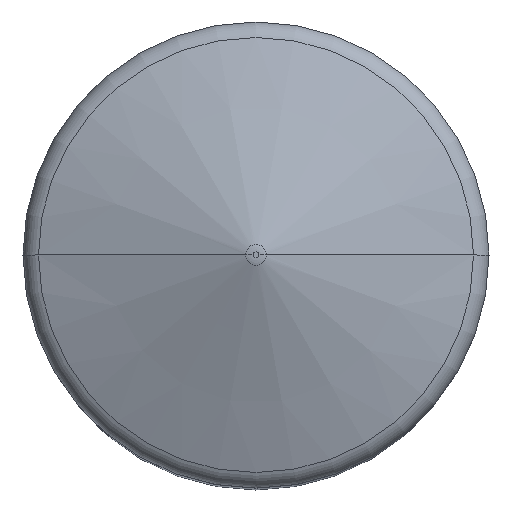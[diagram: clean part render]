
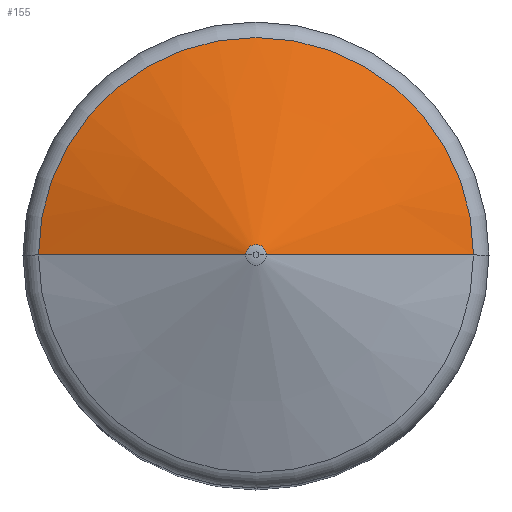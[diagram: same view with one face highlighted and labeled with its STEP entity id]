
A CAD part, top view. The second image highlights one B-rep face of the part: STEP entity #155.
In plain terms, the highlighted conical face has half-angle 71 degrees and reference radius 0.36 mm.
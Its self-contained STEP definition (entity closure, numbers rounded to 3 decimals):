
#53 = VERTEX_POINT ( 'NONE', #380 ) ;
#54 = ORIENTED_EDGE ( 'NONE', *, *, #61, .F. ) ;
#56 = VERTEX_POINT ( 'NONE', #133 ) ;
#61 = EDGE_CURVE ( 'NONE', #270, #125, #403, .T. ) ;
#125 = VERTEX_POINT ( 'NONE', #483 ) ;
#133 = CARTESIAN_POINT ( 'NONE',  ( 0.36, 0., 99.956 ) ) ;
#140 = EDGE_CURVE ( 'NONE', #53, #125, #520, .T. ) ;
#155 = ADVANCED_FACE ( 'NONE', ( #518 ), #476, .T. ) ;
#216 = ORIENTED_EDGE ( 'NONE', *, *, #227, .F. ) ;
#227 = EDGE_CURVE ( 'NONE', #56, #270, #778, .T. ) ;
#253 = EDGE_CURVE ( 'NONE', #56, #53, #811, .T. ) ;
#268 = EDGE_LOOP ( 'NONE', ( #216, #301, #269, #54 ) ) ;
#269 = ORIENTED_EDGE ( 'NONE', *, *, #140, .T. ) ;
#270 = VERTEX_POINT ( 'NONE', #901 ) ;
#301 = ORIENTED_EDGE ( 'NONE', *, *, #253, .T. ) ;
#380 = CARTESIAN_POINT ( 'NONE',  ( 7.56, 0., 97.477 ) ) ;
#403 = LINE ( 'NONE', #412, #411 ) ;
#410 = DIRECTION ( 'NONE',  ( -0.946, 0., -0.326 ) ) ;
#411 = VECTOR ( 'NONE', #410, 1000. ) ;
#412 = CARTESIAN_POINT ( 'NONE',  ( -0.36, 0., 99.956 ) ) ;
#476 = CONICAL_SURFACE ( 'NONE', #509, 0.36, 1.239 ) ;
#478 = DIRECTION ( 'NONE',  ( 0., 0., -1. ) ) ;
#483 = CARTESIAN_POINT ( 'NONE',  ( -7.56, 0., 97.477 ) ) ;
#498 = DIRECTION ( 'NONE',  ( -1., 0., 0. ) ) ;
#505 = CARTESIAN_POINT ( 'NONE',  ( 0., 0., 99.956 ) ) ;
#509 = AXIS2_PLACEMENT_3D ( 'NONE', #505, #478, #498 ) ;
#514 = DIRECTION ( 'NONE',  ( 1., 0., 0. ) ) ;
#515 = DIRECTION ( 'NONE',  ( 0., 0., 1. ) ) ;
#516 = CARTESIAN_POINT ( 'NONE',  ( 0., 0., 97.477 ) ) ;
#518 = FACE_OUTER_BOUND ( 'NONE', #268, .T. ) ;
#520 = CIRCLE ( 'NONE', #529, 7.56 ) ;
#529 = AXIS2_PLACEMENT_3D ( 'NONE', #516, #515, #514 ) ;
#774 = DIRECTION ( 'NONE',  ( 1., 0., 0. ) ) ;
#775 = DIRECTION ( 'NONE',  ( 0., 0., 1. ) ) ;
#776 = CARTESIAN_POINT ( 'NONE',  ( 0., 0., 99.956 ) ) ;
#777 = AXIS2_PLACEMENT_3D ( 'NONE', #776, #775, #774 ) ;
#778 = CIRCLE ( 'NONE', #777, 0.36 ) ;
#808 = DIRECTION ( 'NONE',  ( 0.946, 0., -0.326 ) ) ;
#809 = VECTOR ( 'NONE', #808, 1000. ) ;
#810 = CARTESIAN_POINT ( 'NONE',  ( 0.36, 0., 99.956 ) ) ;
#811 = LINE ( 'NONE', #810, #809 ) ;
#901 = CARTESIAN_POINT ( 'NONE',  ( -0.36, 0., 99.956 ) ) ;
